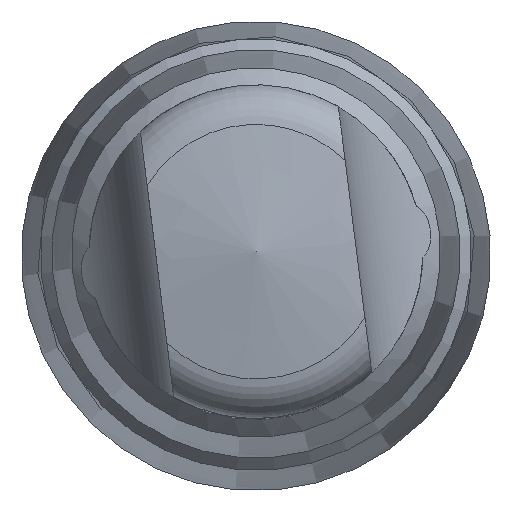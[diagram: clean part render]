
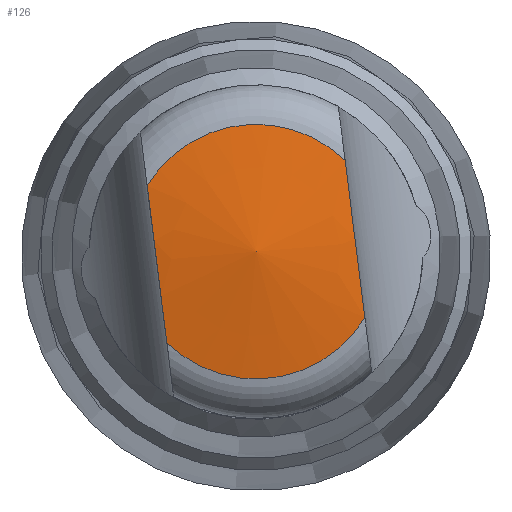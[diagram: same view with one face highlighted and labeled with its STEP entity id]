
A CAD part, top view. The second image highlights one B-rep face of the part: STEP entity #126.
In plain terms, the highlighted conical face has half-angle 82 degrees and reference radius 3.317 mm.
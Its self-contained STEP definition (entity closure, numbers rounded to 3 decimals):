
#65=VERTEX_LOOP('',#291);
#76=CONICAL_SURFACE('',#435,3.317,82.);
#105=FACE_BOUND('',#178,.T.);
#106=FACE_BOUND('',#65,.T.);
#126=ADVANCED_FACE('',(#105,#106),#76,.T.);
#178=EDGE_LOOP('',(#235,#236,#237,#238));
#235=ORIENTED_EDGE('',*,*,#326,.F.);
#236=ORIENTED_EDGE('',*,*,#302,.T.);
#237=ORIENTED_EDGE('',*,*,#327,.F.);
#238=ORIENTED_EDGE('',*,*,#324,.T.);
#269=VERTEX_POINT('',#624);
#270=VERTEX_POINT('',#641);
#289=VERTEX_POINT('',#783);
#290=VERTEX_POINT('',#785);
#291=VERTEX_POINT('',#811);
#302=EDGE_CURVE('',#269,#270,#334,.T.);
#324=EDGE_CURVE('',#290,#289,#349,.T.);
#326=EDGE_CURVE('',#269,#289,#369,.T.);
#327=EDGE_CURVE('',#290,#270,#370,.T.);
#334=CIRCLE('',#404,3.317);
#349=CIRCLE('',#433,3.317);
#369=B_SPLINE_CURVE_WITH_KNOTS('',3,(#803,#804,#805,#806),.UNSPECIFIED.,
 .F.,.F.,(4,4),(0.,1.),.UNSPECIFIED.);
#370=B_SPLINE_CURVE_WITH_KNOTS('',3,(#807,#808,#809,#810),.UNSPECIFIED.,
 .F.,.F.,(4,4),(0.,1.),.UNSPECIFIED.);
#404=AXIS2_PLACEMENT_3D('',#642,#467,#468);
#433=AXIS2_PLACEMENT_3D('',#784,#527,#528);
#435=AXIS2_PLACEMENT_3D('',#812,#531,#532);
#467=DIRECTION('',(0.,0.,1.));
#468=DIRECTION('',(-0.907,-0.422,0.));
#527=DIRECTION('',(0.,0.,1.));
#528=DIRECTION('',(-0.907,-0.422,0.));
#531=DIRECTION('',(0.,0.,-1.));
#532=DIRECTION('',(-0.907,-0.422,0.));
#624=CARTESIAN_POINT('',(-2.322,-2.368,61.534));
#641=CARTESIAN_POINT('',(2.837,-1.719,61.534));
#642=CARTESIAN_POINT('',(0.,0.,61.534));
#783=CARTESIAN_POINT('',(-2.837,1.719,61.534));
#784=CARTESIAN_POINT('',(0.,0.,61.534));
#785=CARTESIAN_POINT('',(2.322,2.368,61.534));
#803=CARTESIAN_POINT('',(-2.322,-2.368,61.534));
#804=CARTESIAN_POINT('',(-2.494,-1.008,61.654));
#805=CARTESIAN_POINT('',(-2.665,0.357,61.654));
#806=CARTESIAN_POINT('',(-2.837,1.719,61.534));
#807=CARTESIAN_POINT('',(2.322,2.368,61.534));
#808=CARTESIAN_POINT('',(2.494,1.008,61.654));
#809=CARTESIAN_POINT('',(2.665,-0.357,61.654));
#810=CARTESIAN_POINT('',(2.837,-1.719,61.534));
#811=CARTESIAN_POINT('',(0.,0.,62.));
#812=CARTESIAN_POINT('',(0.,0.,61.534));
